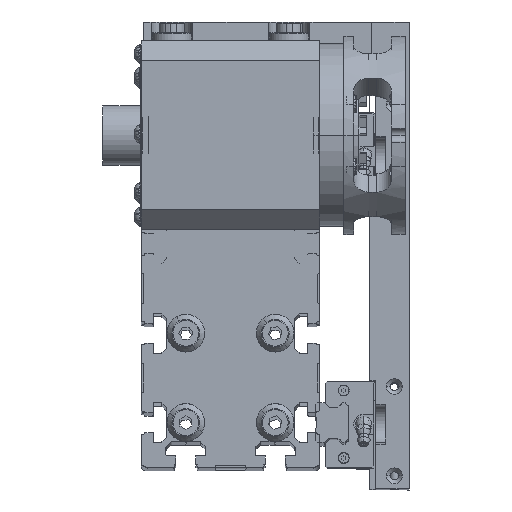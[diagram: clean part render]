
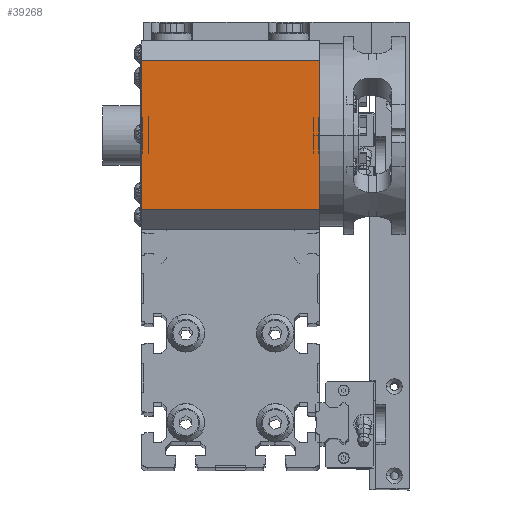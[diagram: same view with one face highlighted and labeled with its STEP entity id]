
A CAD part, top view. The second image highlights one B-rep face of the part: STEP entity #39268.
In plain terms, the highlighted planar face has unit normal (0, 0, 1).
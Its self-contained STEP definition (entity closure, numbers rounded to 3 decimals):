
#41 = ORIENTED_EDGE ( 'NONE', *, *, #88975, .T. ) ;
#1633 = CARTESIAN_POINT ( 'NONE',  ( 45., 123.116, 0. ) ) ;
#1647 = PLANE ( 'NONE',  #103808 ) ;
#19443 = CARTESIAN_POINT ( 'NONE',  ( -45., 48.116, 0. ) ) ;
#22257 = CARTESIAN_POINT ( 'NONE',  ( 45., 123.116, 0. ) ) ;
#29703 = CARTESIAN_POINT ( 'NONE',  ( 45., 85.616, 0. ) ) ;
#30092 = VERTEX_POINT ( 'NONE', #81334 ) ;
#31479 = FACE_OUTER_BOUND ( 'NONE', #61669, .T. ) ;
#31982 = VECTOR ( 'NONE', #35332, 1000. ) ;
#34252 = VECTOR ( 'NONE', #66880, 1000. ) ;
#34647 = LINE ( 'NONE', #1633, #31982 ) ;
#35332 = DIRECTION ( 'NONE',  ( -1., 0., 0. ) ) ;
#35350 = CARTESIAN_POINT ( 'NONE',  ( 45., 38.116, 0. ) ) ;
#35712 = CARTESIAN_POINT ( 'NONE',  ( 45., 48.116, 0. ) ) ;
#38855 = VECTOR ( 'NONE', #96878, 1000. ) ;
#39268 = ADVANCED_FACE ( 'NONE', ( #31479 ), #1647, .T. ) ;
#41862 = CARTESIAN_POINT ( 'NONE',  ( -45., 85.616, 0. ) ) ;
#43838 = DIRECTION ( 'NONE',  ( 0., -1., 0. ) ) ;
#48392 = VECTOR ( 'NONE', #94470, 1000. ) ;
#59746 = EDGE_CURVE ( 'NONE', #97249, #72784, #78258, .T. ) ;
#61669 = EDGE_LOOP ( 'NONE', ( #75167, #67540, #41, #78451 ) ) ;
#66880 = DIRECTION ( 'NONE',  ( 0., -1., 0. ) ) ;
#67540 = ORIENTED_EDGE ( 'NONE', *, *, #59746, .F. ) ;
#72784 = VERTEX_POINT ( 'NONE', #105814 ) ;
#75167 = ORIENTED_EDGE ( 'NONE', *, *, #91799, .F. ) ;
#78258 = LINE ( 'NONE', #29703, #38855 ) ;
#78451 = ORIENTED_EDGE ( 'NONE', *, *, #81147, .T. ) ;
#81147 = EDGE_CURVE ( 'NONE', #30092, #104863, #81546, .T. ) ;
#81334 = CARTESIAN_POINT ( 'NONE',  ( -45., 123.116, 0. ) ) ;
#81546 = LINE ( 'NONE', #41862, #34252 ) ;
#88975 = EDGE_CURVE ( 'NONE', #97249, #30092, #34647, .T. ) ;
#90410 = LINE ( 'NONE', #35712, #48392 ) ;
#91799 = EDGE_CURVE ( 'NONE', #72784, #104863, #90410, .T. ) ;
#94116 = DIRECTION ( 'NONE',  ( 0., 0., 1. ) ) ;
#94470 = DIRECTION ( 'NONE',  ( -1., 0., 0. ) ) ;
#96878 = DIRECTION ( 'NONE',  ( 0., -1., 0. ) ) ;
#97249 = VERTEX_POINT ( 'NONE', #22257 ) ;
#103808 = AXIS2_PLACEMENT_3D ( 'NONE', #35350, #94116, #43838 ) ;
#104863 = VERTEX_POINT ( 'NONE', #19443 ) ;
#105814 = CARTESIAN_POINT ( 'NONE',  ( 45., 48.116, 0. ) ) ;
